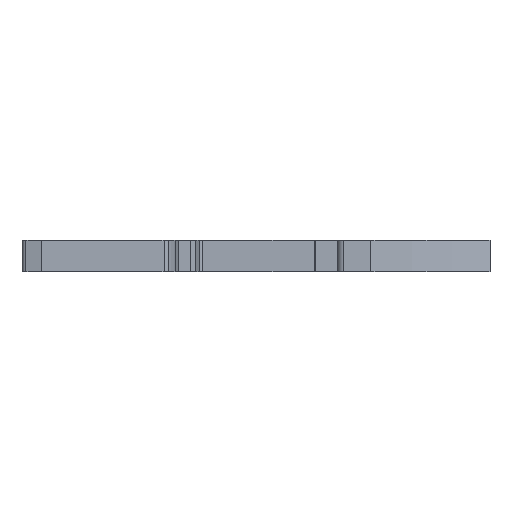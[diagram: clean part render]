
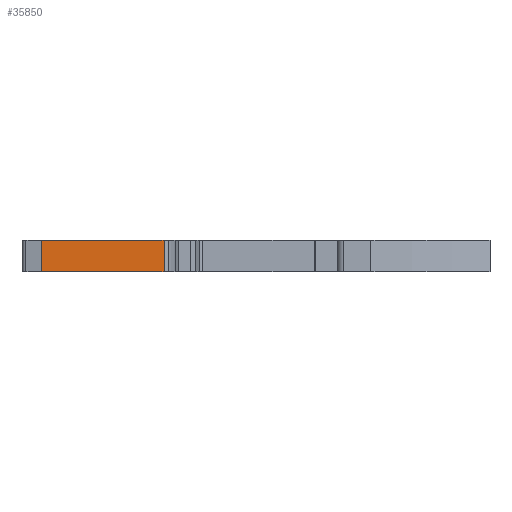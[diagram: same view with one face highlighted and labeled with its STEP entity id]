
A CAD part, front view. The second image highlights one B-rep face of the part: STEP entity #35850.
In plain terms, the highlighted planar face has unit normal (0, -1, 0).
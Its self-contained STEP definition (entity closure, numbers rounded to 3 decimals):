
#2920=CARTESIAN_POINT('',(-18.3,1.3,
6.2));
#2930=VERTEX_POINT('',#2920);
#2960=CARTESIAN_POINT('',(0.,1.3,6.2));
#2970=DIRECTION('',(1.,0.,0.));
#2980=VECTOR('',#2970,1.);
#2990=LINE('',#2960,#2980);
#3000=CARTESIAN_POINT('',(-42.75,1.3,
6.2));
#3010=VERTEX_POINT('',#3000);
#3020=EDGE_CURVE('',#3010,#2930,#2990,.T.);
#11060=CARTESIAN_POINT('',(-42.75,1.3,
-0.1));
#11070=VERTEX_POINT('',#11060);
#11100=CARTESIAN_POINT('',(0.,1.3,-0.1));
#11110=DIRECTION('',(-1.,0.,0.));
#11120=VECTOR('',#11110,1.);
#11130=LINE('',#11100,#11120);
#11140=CARTESIAN_POINT('',(-18.3,1.3,
-0.1));
#11150=VERTEX_POINT('',#11140);
#11160=EDGE_CURVE('',#11150,#11070,#11130,.T.);
#35520=CARTESIAN_POINT('',(-18.3,1.3,
6.2));
#35530=DIRECTION('',(0.,0.,-1.));
#35540=VECTOR('',#35530,1.);
#35550=LINE('',#35520,#35540);
#35560=EDGE_CURVE('',#2930,#11150,#35550,.T.);
#35690=CARTESIAN_POINT('',(-42.75,1.3,
6.2));
#35700=DIRECTION('',(0.,-1.,-0.));
#35710=DIRECTION('',(-1.,0.,0.));
#35720=AXIS2_PLACEMENT_3D('',#35690,#35700,#35710);
#35730=PLANE('',#35720);
#35740=ORIENTED_EDGE('',*,*,#35560,.F.);
#35750=ORIENTED_EDGE('',*,*,#11160,.F.);
#35760=CARTESIAN_POINT('',(-42.75,1.3,0.));
#35770=DIRECTION('',(0.,0.,-1.));
#35780=VECTOR('',#35770,1.);
#35790=LINE('',#35760,#35780);
#35800=EDGE_CURVE('',#3010,#11070,#35790,.T.);
#35810=ORIENTED_EDGE('',*,*,#35800,.T.);
#35820=ORIENTED_EDGE('',*,*,#3020,.F.);
#35830=EDGE_LOOP('',(#35820,#35810,#35750,#35740));
#35840=FACE_OUTER_BOUND('',#35830,.T.);
#35850=ADVANCED_FACE('',(#35840),#35730,.T.);
